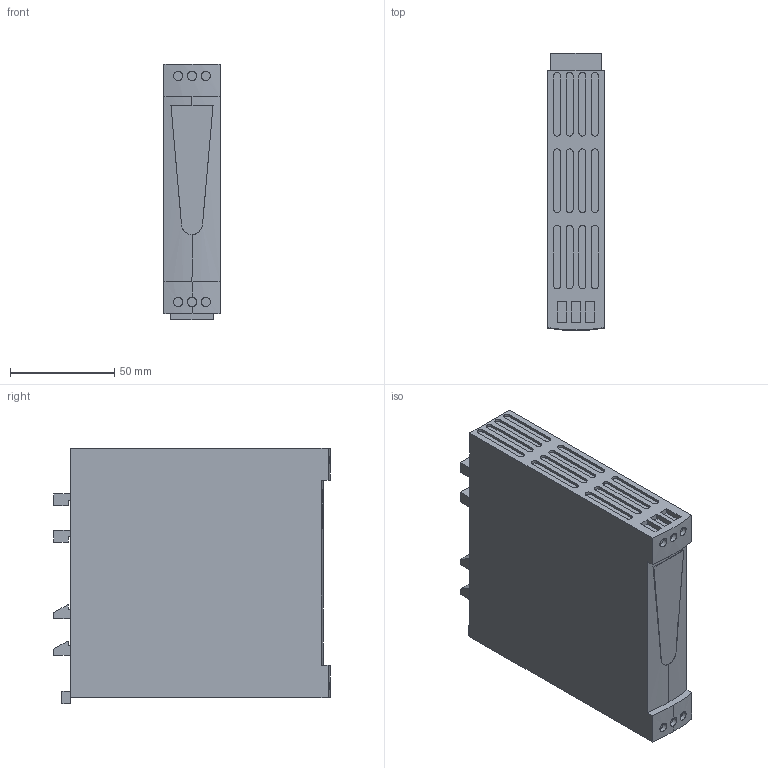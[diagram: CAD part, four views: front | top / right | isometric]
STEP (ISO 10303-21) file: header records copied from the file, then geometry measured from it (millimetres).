
FILE_DESCRIPTION(('starvars output'),'2;1');
FILE_NAME('ABL8REM24030_3D.stp','10:05:18 2020/03/31',( 'Thomas Industrial Network Germany GmbH'),( 'Thomas Industrial Network Germany GmbH'),'unknown preprocess','ACIS' ,'unknown authorization');
FILE_SCHEMA(('AUTOMOTIVE_DESIGN_CC2 {UNKNOWN IMPLEMENTATION LEVEL}'));
Length unit declared in the file: millimetre
Products named in the file (1): PRODUCT_ID_70
Bounding box: 26.97 x 133 x 122.99 mm (x, y, z)
Volume: 396047.4 mm3; surface area: 47739.8 mm2
Topology: 1 solids, 1 shells, 223 faces, 542 edges, 360 vertices
Faces by surface type: plane 156, cylinder 67
Entity records: 8453 total; most frequent: CARTESIAN_POINT 1328, ORIENTED_EDGE 1084, DIRECTION 1051, EDGE_CURVE 542, VECTOR 397, LINE 397, VERTEX_POINT 360, AXIS2_PLACEMENT_3D 327
